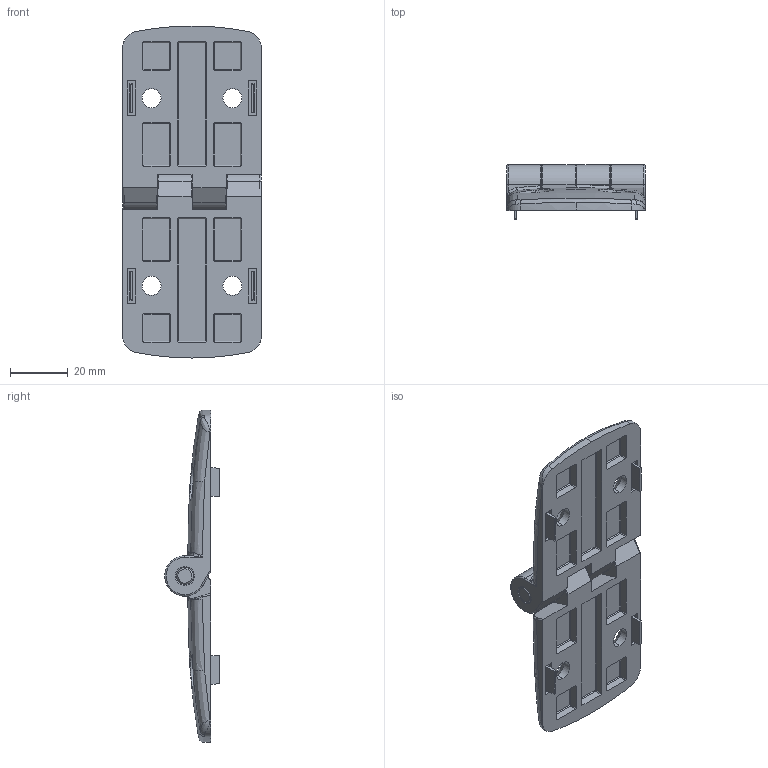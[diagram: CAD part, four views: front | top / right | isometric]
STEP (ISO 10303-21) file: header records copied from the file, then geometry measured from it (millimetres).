
FILE_DESCRIPTION (( 'STEP AP214' ), '1' );
FILE_NAME ('095k6060f10.STEP', '2014-08-13T13:35:33', ( '' ), ( '' ), 'SwSTEP 2.0', 'SolidWorks 2014', '' );
FILE_SCHEMA (( 'AUTOMOTIVE_DESIGN' ));
Length unit declared in the file: millimetre
Products named in the file (3): 095k60f00_095 k 60 f10; 095k6060f10; 095k-02k
Assembly tree (3 placements, depth 2):
  095k6060f10
    095k60f00_095 k 60 f10  x2
    095k-02k
Bounding box: 48 x 18.9 x 115 mm (x, y, z)
Volume: 30851.4 mm3; surface area: 18239 mm2
Topology: 3 solids, 3 shells, 429 faces, 1147 edges, 732 vertices
Faces by surface type: plane 258, cylinder 87, bspline 46, torus 28, cone 10
Entity records: 9317 total; most frequent: CARTESIAN_POINT 2815, ORIENTED_EDGE 1394, DIRECTION 1265, EDGE_CURVE 697, VECTOR 453, LINE 453, VERTEX_POINT 450, AXIS2_PLACEMENT_3D 406
